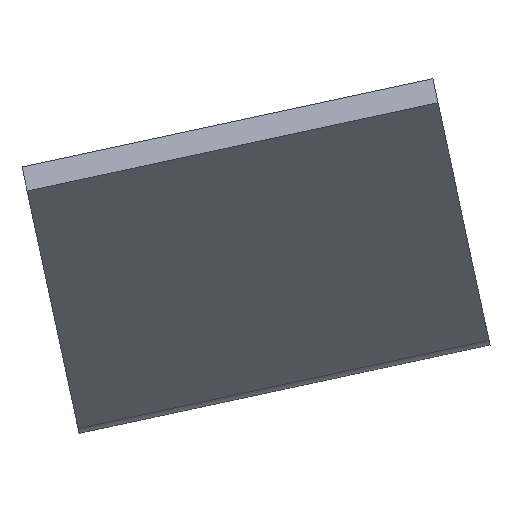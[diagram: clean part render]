
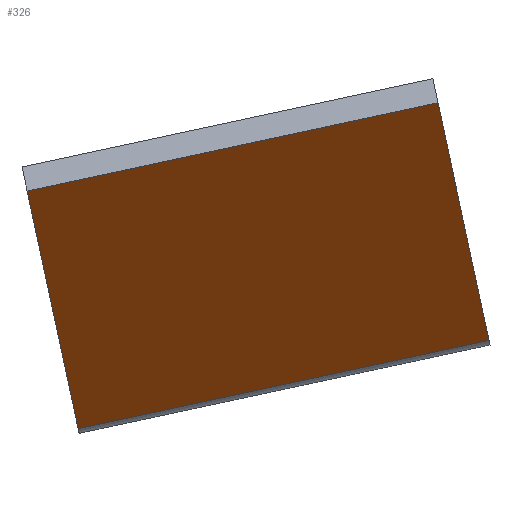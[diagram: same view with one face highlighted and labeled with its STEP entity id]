
A CAD part, left-side view. The second image highlights one B-rep face of the part: STEP entity #326.
In plain terms, the highlighted planar face has unit normal (-0.342, -0.197, -0.919).
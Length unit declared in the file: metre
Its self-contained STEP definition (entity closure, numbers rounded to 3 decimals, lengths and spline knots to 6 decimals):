
#48=ORIENTED_EDGE('',*,*,#131,.F.);
#49=ORIENTED_EDGE('',*,*,#124,.F.);
#50=ORIENTED_EDGE('',*,*,#121,.T.);
#51=ORIENTED_EDGE('',*,*,#127,.F.);
#121=EDGE_CURVE('',#166,#164,#189,.F.);
#124=EDGE_CURVE('',#166,#168,#192,.T.);
#127=EDGE_CURVE('',#170,#164,#195,.T.);
#131=EDGE_CURVE('',#168,#170,#199,.T.);
#164=VERTEX_POINT('',#488);
#166=VERTEX_POINT('',#491);
#168=VERTEX_POINT('',#497);
#170=VERTEX_POINT('',#503);
#189=LINE('',#490,#225);
#192=LINE('',#496,#228);
#195=LINE('',#502,#231);
#199=LINE('',#510,#235);
#225=VECTOR('',#392,1.);
#228=VECTOR('',#397,1.);
#231=VECTOR('',#402,1.);
#235=VECTOR('',#410,1.);
#264=EDGE_LOOP('',(#48,#49,#50,#51));
#286=FACE_BOUND('',#264,.T.);
#308=PLANE('',#361);
#326=ADVANCED_FACE('',(#286),#308,.F.);
#361=AXIS2_PLACEMENT_3D('',#509,#408,#409);
#392=DIRECTION('',(0.,-0.978,0.21));
#397=DIRECTION('',(0.94,-0.072,-0.334));
#402=DIRECTION('',(-0.94,0.072,0.334));
#408=DIRECTION('',(0.342,0.197,0.919));
#409=DIRECTION('',(0.937,0.,-0.349));
#410=DIRECTION('',(0.,0.978,-0.21));
#488=CARTESIAN_POINT('',(-0.047062,0.419286,-0.207077));
#490=CARTESIAN_POINT('',(-0.047062,0.394452,-0.201746));
#491=CARTESIAN_POINT('',(-0.047062,0.394452,-0.201746));
#496=CARTESIAN_POINT('',(-0.062072,0.395599,-0.196404));
#497=CARTESIAN_POINT('',(-0.006698,0.391369,-0.21611));
#502=CARTESIAN_POINT('',(-0.062072,0.420433,-0.201736));
#503=CARTESIAN_POINT('',(-0.006698,0.416203,-0.221441));
#509=CARTESIAN_POINT('',(-0.062072,0.395599,-0.196404));
#510=CARTESIAN_POINT('',(-0.006698,0.391369,-0.21611));
